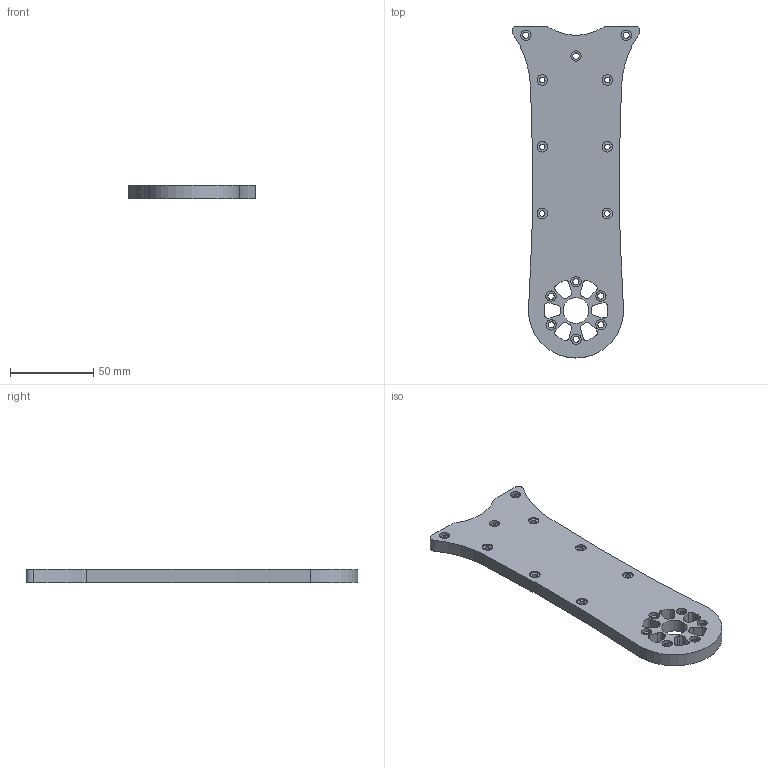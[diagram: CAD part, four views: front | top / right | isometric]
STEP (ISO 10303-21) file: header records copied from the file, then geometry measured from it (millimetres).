
FILE_DESCRIPTION(/* description */ ('','CAx-IF Rec.Pracs.---Representation and Presentation of Product Manufacturing Information (PMI)---4.0---2014-10-13'),/* implementation_level */ '2;1');
FILE_NAME(/* name */ 'cnc2-3.step',/* time_stamp */ '2025-02-06T23:04:12+08:00',/* author */ (''),/* organization */ (''),/* preprocessor_version */ 'ST-DEVELOPER v20',/* originating_system */ 'Autodesk Translation Framework v13.20.0.188',/* authorisation */ '');
FILE_SCHEMA (('AP242_MANAGED_MODEL_BASED_3D_ENGINEERING_MIM_LF { 1 0 10303 442 1 1 4 }'));
Length unit declared in the file: millimetre
Products named in the file (1): 2-3电机连接轴cnc
Bounding box: 76.7 x 199 x 8 mm (x, y, z)
Volume: 78014.6 mm3; surface area: 27197.4 mm2
Topology: 1 solids, 1 shells, 108 faces, 273 edges, 182 vertices
Faces by surface type: cylinder 77, plane 31
Full cylindrical faces by diameter (mm): 3.3 x6, 3.7 x9, 6.2 x9, 6.3 x6, 15.4 x1
Entity records: 3452 total; most frequent: DIRECTION 645, CARTESIAN_POINT 564, ORIENTED_EDGE 546, EDGE_CURVE 273, AXIS2_PLACEMENT_3D 263, VERTEX_POINT 182, EDGE_LOOP 167, CIRCLE 154
